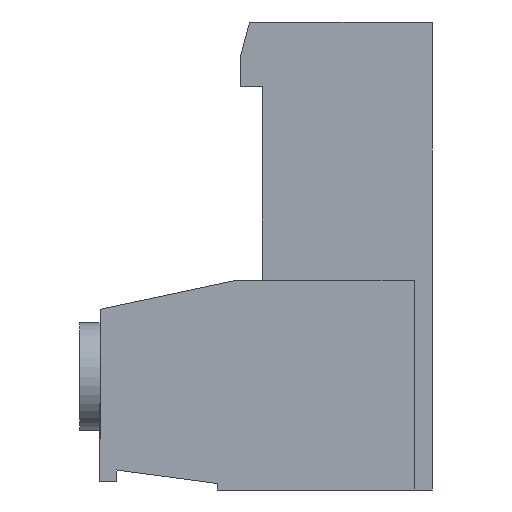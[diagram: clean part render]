
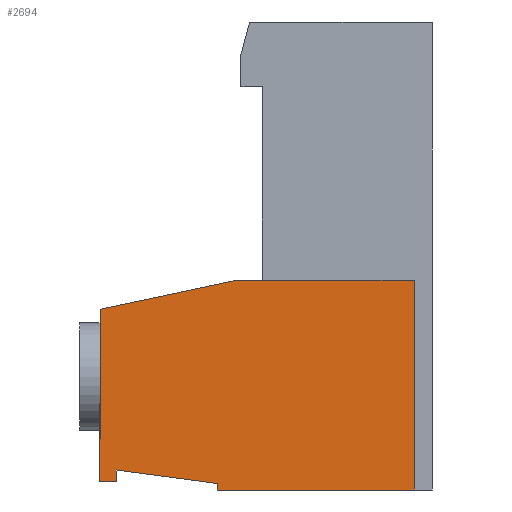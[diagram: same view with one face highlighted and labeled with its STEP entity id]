
A CAD part, left-side view. The second image highlights one B-rep face of the part: STEP entity #2694.
In plain terms, the highlighted planar face has unit normal (-1, 0, 0).
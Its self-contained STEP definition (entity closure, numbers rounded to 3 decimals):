
#28 = EDGE_CURVE ( 'NONE', #2739, #4825, #680, .T. ) ;
#199 = CARTESIAN_POINT ( 'NONE',  ( 0., 10., -21.75 ) ) ;
#452 = LINE ( 'NONE', #6117, #4523 ) ;
#467 = CARTESIAN_POINT ( 'NONE',  ( 0., 15.45, -21.35 ) ) ;
#500 = CARTESIAN_POINT ( 'NONE',  ( 0., 14.7, -21.35 ) ) ;
#588 = EDGE_CURVE ( 'NONE', #6902, #6786, #810, .T. ) ;
#680 = LINE ( 'NONE', #3726, #2340 ) ;
#699 = LINE ( 'NONE', #5582, #4769 ) ;
#810 = LINE ( 'NONE', #3064, #6998 ) ;
#870 = ORIENTED_EDGE ( 'NONE', *, *, #1330, .F. ) ;
#874 = ORIENTED_EDGE ( 'NONE', *, *, #2921, .F. ) ;
#1279 = DIRECTION ( 'NONE',  ( 0., 0., -1. ) ) ;
#1330 = EDGE_CURVE ( 'NONE', #8305, #2282, #7989, .T. ) ;
#1336 = LINE ( 'NONE', #3386, #9434 ) ;
#1585 = DIRECTION ( 'NONE',  ( 0., 0., 1. ) ) ;
#1617 = CARTESIAN_POINT ( 'NONE',  ( 0., 7.9, -12. ) ) ;
#1748 = EDGE_CURVE ( 'NONE', #6786, #8305, #7186, .T. ) ;
#2029 = ORIENTED_EDGE ( 'NONE', *, *, #6283, .F. ) ;
#2068 = DIRECTION ( 'NONE',  ( 1., 0., 0. ) ) ;
#2086 = LINE ( 'NONE', #500, #10417 ) ;
#2282 = VERTEX_POINT ( 'NONE', #7928 ) ;
#2340 = VECTOR ( 'NONE', #7698, 1000. ) ;
#2438 = ORIENTED_EDGE ( 'NONE', *, *, #8429, .F. ) ;
#2468 = ORIENTED_EDGE ( 'NONE', *, *, #28, .F. ) ;
#2694 = ADVANCED_FACE ( 'NONE', ( #5669 ), #6905, .F. ) ;
#2739 = VERTEX_POINT ( 'NONE', #5391 ) ;
#2841 = DIRECTION ( 'NONE',  ( 0., 0., -1. ) ) ;
#2921 = EDGE_CURVE ( 'NONE', #4040, #6902, #9847, .T. ) ;
#3064 = CARTESIAN_POINT ( 'NONE',  ( 0., 0.85, -12. ) ) ;
#3295 = VERTEX_POINT ( 'NONE', #4304 ) ;
#3386 = CARTESIAN_POINT ( 'NONE',  ( 0., 15.45, -21.35 ) ) ;
#3444 = EDGE_CURVE ( 'NONE', #3295, #3484, #452, .T. ) ;
#3484 = VERTEX_POINT ( 'NONE', #8598 ) ;
#3521 = CARTESIAN_POINT ( 'NONE',  ( 0., 9.124, -12. ) ) ;
#3726 = CARTESIAN_POINT ( 'NONE',  ( 0., 15.45, -13.35 ) ) ;
#3734 = DIRECTION ( 'NONE',  ( 0., 1., 0. ) ) ;
#3983 = EDGE_CURVE ( 'NONE', #9519, #2739, #1336, .T. ) ;
#4040 = VERTEX_POINT ( 'NONE', #7445 ) ;
#4077 = ORIENTED_EDGE ( 'NONE', *, *, #1748, .F. ) ;
#4304 = CARTESIAN_POINT ( 'NONE',  ( 0., 14.7, -20.82 ) ) ;
#4523 = VECTOR ( 'NONE', #1279, 1000. ) ;
#4769 = VECTOR ( 'NONE', #6388, 1000. ) ;
#4825 = VERTEX_POINT ( 'NONE', #3521 ) ;
#5063 = VECTOR ( 'NONE', #5342, 1000. ) ;
#5342 = DIRECTION ( 'NONE',  ( 0., 1., 0. ) ) ;
#5391 = CARTESIAN_POINT ( 'NONE',  ( 0., 15.45, -13.35 ) ) ;
#5582 = CARTESIAN_POINT ( 'NONE',  ( 0., 10., -21.45 ) ) ;
#5602 = VECTOR ( 'NONE', #1585, 1000. ) ;
#5669 = FACE_OUTER_BOUND ( 'NONE', #8326, .T. ) ;
#5786 = VECTOR ( 'NONE', #7242, 1000. ) ;
#5973 = VECTOR ( 'NONE', #9507, 1000. ) ;
#6095 = CARTESIAN_POINT ( 'NONE',  ( 0., 0., 0. ) ) ;
#6117 = CARTESIAN_POINT ( 'NONE',  ( 0., 14.7, -20.82 ) ) ;
#6214 = CARTESIAN_POINT ( 'NONE',  ( 0., 10., -21.75 ) ) ;
#6220 = LINE ( 'NONE', #8701, #5973 ) ;
#6283 = EDGE_CURVE ( 'NONE', #4825, #4040, #6220, .T. ) ;
#6337 = CARTESIAN_POINT ( 'NONE',  ( 0., 0.85, -21.75 ) ) ;
#6388 = DIRECTION ( 'NONE',  ( 0., 0.991, 0.133 ) ) ;
#6786 = VERTEX_POINT ( 'NONE', #6337 ) ;
#6857 = CARTESIAN_POINT ( 'NONE',  ( 0., 0., -21.75 ) ) ;
#6902 = VERTEX_POINT ( 'NONE', #7432 ) ;
#6905 = PLANE ( 'NONE',  #9478 ) ;
#6998 = VECTOR ( 'NONE', #2841, 1000. ) ;
#7186 = LINE ( 'NONE', #6857, #5063 ) ;
#7242 = DIRECTION ( 'NONE',  ( 0., -1., 0. ) ) ;
#7432 = CARTESIAN_POINT ( 'NONE',  ( 0., 0.85, -12. ) ) ;
#7445 = CARTESIAN_POINT ( 'NONE',  ( 0., 7.9, -12. ) ) ;
#7698 = DIRECTION ( 'NONE',  ( 0., -0.978, 0.209 ) ) ;
#7711 = DIRECTION ( 'NONE',  ( 0., 0., -1. ) ) ;
#7928 = CARTESIAN_POINT ( 'NONE',  ( 0., 10., -21.45 ) ) ;
#7989 = LINE ( 'NONE', #199, #5602 ) ;
#8305 = VERTEX_POINT ( 'NONE', #6214 ) ;
#8326 = EDGE_LOOP ( 'NONE', ( #9969, #874, #2029, #2468, #9556, #9500, #9867, #2438, #870, #4077 ) ) ;
#8429 = EDGE_CURVE ( 'NONE', #2282, #3295, #699, .T. ) ;
#8598 = CARTESIAN_POINT ( 'NONE',  ( 0., 14.7, -21.35 ) ) ;
#8701 = CARTESIAN_POINT ( 'NONE',  ( 0., 9.124, -12. ) ) ;
#9434 = VECTOR ( 'NONE', #9844, 1000. ) ;
#9478 = AXIS2_PLACEMENT_3D ( 'NONE', #6095, #2068, #7711 ) ;
#9500 = ORIENTED_EDGE ( 'NONE', *, *, #9529, .F. ) ;
#9507 = DIRECTION ( 'NONE',  ( 0., -1., 0. ) ) ;
#9519 = VERTEX_POINT ( 'NONE', #467 ) ;
#9529 = EDGE_CURVE ( 'NONE', #3484, #9519, #2086, .T. ) ;
#9556 = ORIENTED_EDGE ( 'NONE', *, *, #3983, .F. ) ;
#9844 = DIRECTION ( 'NONE',  ( 0., 0., 1. ) ) ;
#9847 = LINE ( 'NONE', #1617, #5786 ) ;
#9867 = ORIENTED_EDGE ( 'NONE', *, *, #3444, .F. ) ;
#9969 = ORIENTED_EDGE ( 'NONE', *, *, #588, .F. ) ;
#10417 = VECTOR ( 'NONE', #3734, 1000. ) ;
